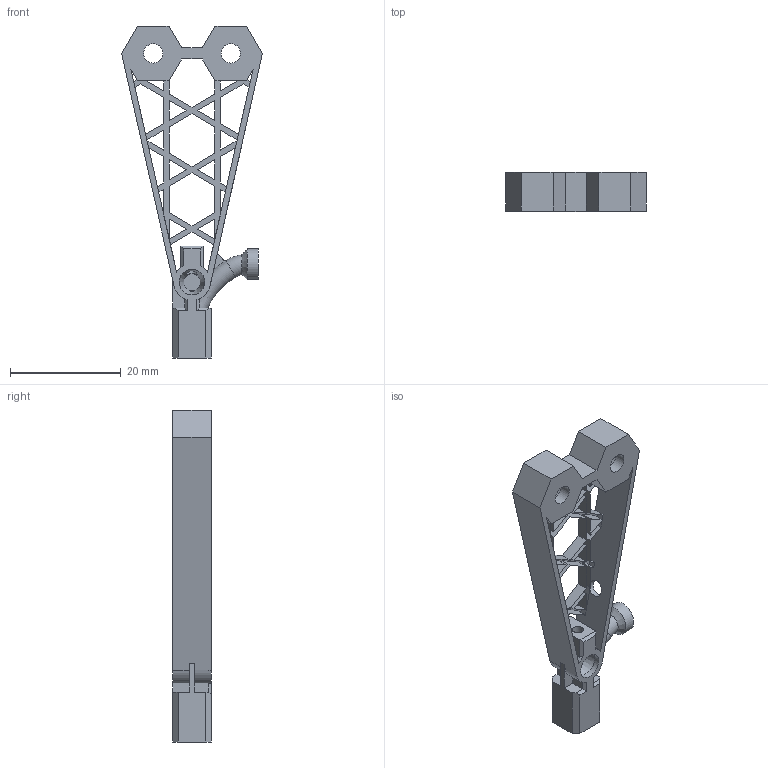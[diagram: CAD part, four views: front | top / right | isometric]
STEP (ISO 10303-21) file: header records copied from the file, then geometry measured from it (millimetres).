
FILE_DESCRIPTION(/* description */ (''),/* implementation_level */ '2;1');
FILE_NAME(/* name */ 'ElectrodeHolder.step',/* time_stamp */ '2022-01-14T16:39:52-05:00',/* author */ (''),/* organization */ (''),/* preprocessor_version */ 'ST-DEVELOPER v18.1',/* originating_system */ 'Autodesk Translation Framework v10.10.0.1391',/* authorisation */ '');
FILE_SCHEMA (('AUTOMOTIVE_DESIGN { 1 0 10303 214 3 1 1 }'));
Length unit declared in the file: millimetre
Products named in the file (1): ElectrodeHolder
Bounding box: 25.43 x 7 x 59.93 mm (x, y, z)
Volume: 2523.3 mm3; surface area: 4144.6 mm2
Topology: 1 solids, 1 shells, 146 faces, 479 edges, 317 vertices
Faces by surface type: plane 121, cylinder 17, torus 4, cone 3, bspline 1
Full cylindrical faces by diameter (mm): 0.8 x1, 1.5 x2, 2 x1, 3 x1, 3.5 x2, 4.608 x1, 5.5 x1, 5.9 x2
Entity records: 5507 total; most frequent: CARTESIAN_POINT 1196, ORIENTED_EDGE 946, DIRECTION 798, EDGE_CURVE 473, LINE 396, VECTOR 396, VERTEX_POINT 314, AXIS2_PLACEMENT_3D 201
